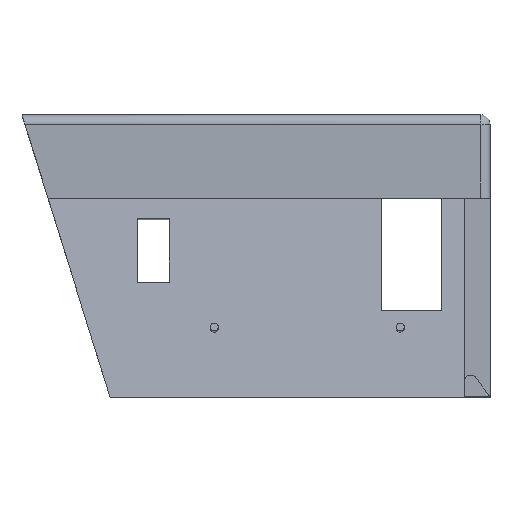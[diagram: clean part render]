
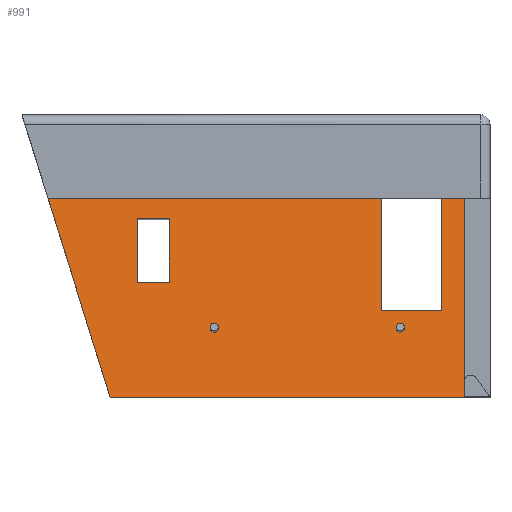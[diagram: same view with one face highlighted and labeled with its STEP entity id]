
A CAD part, top view. The second image highlights one B-rep face of the part: STEP entity #991.
In plain terms, the highlighted planar face has unit normal (0, 0.13, 0.992).
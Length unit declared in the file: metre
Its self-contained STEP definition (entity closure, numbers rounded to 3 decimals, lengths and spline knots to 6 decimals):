
#41=CIRCLE('',#1043,0.00125);
#42=CIRCLE('',#1045,0.00125);
#43=CIRCLE('',#1047,0.00125);
#44=CIRCLE('',#1049,0.00125);
#261=ORIENTED_EDGE('',*,*,#372,.T.);
#262=ORIENTED_EDGE('',*,*,#369,.T.);
#263=ORIENTED_EDGE('',*,*,#366,.F.);
#264=ORIENTED_EDGE('',*,*,#362,.F.);
#265=ORIENTED_EDGE('',*,*,#361,.F.);
#266=ORIENTED_EDGE('',*,*,#360,.F.);
#267=ORIENTED_EDGE('',*,*,#359,.F.);
#268=ORIENTED_EDGE('',*,*,#358,.F.);
#269=ORIENTED_EDGE('',*,*,#438,.F.);
#270=ORIENTED_EDGE('',*,*,#446,.T.);
#271=ORIENTED_EDGE('',*,*,#427,.T.);
#272=ORIENTED_EDGE('',*,*,#411,.T.);
#273=ORIENTED_EDGE('',*,*,#439,.F.);
#274=ORIENTED_EDGE('',*,*,#374,.T.);
#275=ORIENTED_EDGE('',*,*,#443,.F.);
#276=ORIENTED_EDGE('',*,*,#382,.F.);
#277=ORIENTED_EDGE('',*,*,#356,.T.);
#278=ORIENTED_EDGE('',*,*,#353,.T.);
#279=ORIENTED_EDGE('',*,*,#350,.F.);
#280=ORIENTED_EDGE('',*,*,#346,.F.);
#346=EDGE_CURVE('',#473,#474,#557,.T.);
#350=EDGE_CURVE('',#474,#477,#561,.T.);
#353=EDGE_CURVE('',#479,#477,#564,.T.);
#356=EDGE_CURVE('',#473,#479,#567,.T.);
#358=EDGE_CURVE('',#481,#481,#41,.F.);
#359=EDGE_CURVE('',#482,#482,#42,.F.);
#360=EDGE_CURVE('',#483,#483,#43,.F.);
#361=EDGE_CURVE('',#484,#484,#44,.F.);
#362=EDGE_CURVE('',#485,#486,#569,.T.);
#366=EDGE_CURVE('',#486,#489,#573,.T.);
#369=EDGE_CURVE('',#491,#489,#576,.T.);
#372=EDGE_CURVE('',#485,#491,#579,.T.);
#374=EDGE_CURVE('',#493,#494,#581,.T.);
#382=EDGE_CURVE('',#499,#500,#589,.T.);
#411=EDGE_CURVE('',#519,#522,#606,.T.);
#427=EDGE_CURVE('',#532,#519,#617,.T.);
#438=EDGE_CURVE('',#538,#499,#627,.T.);
#439=EDGE_CURVE('',#493,#522,#628,.T.);
#443=EDGE_CURVE('',#500,#494,#632,.T.);
#446=EDGE_CURVE('',#538,#532,#635,.T.);
#473=VERTEX_POINT('',#1458);
#474=VERTEX_POINT('',#1459);
#477=VERTEX_POINT('',#1467);
#479=VERTEX_POINT('',#1473);
#481=VERTEX_POINT('',#1482);
#482=VERTEX_POINT('',#1485);
#483=VERTEX_POINT('',#1488);
#484=VERTEX_POINT('',#1491);
#485=VERTEX_POINT('',#1494);
#486=VERTEX_POINT('',#1495);
#489=VERTEX_POINT('',#1503);
#491=VERTEX_POINT('',#1509);
#493=VERTEX_POINT('',#1518);
#494=VERTEX_POINT('',#1519);
#499=VERTEX_POINT('',#1533);
#500=VERTEX_POINT('',#1535);
#519=VERTEX_POINT('',#1587);
#522=VERTEX_POINT('',#1594);
#532=VERTEX_POINT('',#1624);
#538=VERTEX_POINT('',#1647);
#557=LINE('',#1457,#643);
#561=LINE('',#1466,#647);
#564=LINE('',#1472,#650);
#567=LINE('',#1478,#653);
#569=LINE('',#1493,#655);
#573=LINE('',#1502,#659);
#576=LINE('',#1508,#662);
#579=LINE('',#1514,#665);
#581=LINE('',#1517,#667);
#589=LINE('',#1534,#675);
#606=LINE('',#1595,#692);
#617=LINE('',#1626,#703);
#627=LINE('',#1648,#713);
#628=LINE('',#1649,#714);
#632=LINE('',#1656,#718);
#635=LINE('',#1661,#721);
#643=VECTOR('',#1168,1.);
#647=VECTOR('',#1174,1.);
#650=VECTOR('',#1179,1.);
#653=VECTOR('',#1184,1.);
#655=VECTOR('',#1204,1.);
#659=VECTOR('',#1210,1.);
#662=VECTOR('',#1215,1.);
#665=VECTOR('',#1220,1.);
#667=VECTOR('',#1224,1.);
#675=VECTOR('',#1236,1.);
#692=VECTOR('',#1295,1.);
#703=VECTOR('',#1326,1.);
#713=VECTOR('',#1348,1.);
#714=VECTOR('',#1349,1.);
#718=VECTOR('',#1355,1.);
#721=VECTOR('',#1362,1.);
#779=EDGE_LOOP('',(#261,#262,#263,#264));
#780=EDGE_LOOP('',(#265));
#781=EDGE_LOOP('',(#266));
#782=EDGE_LOOP('',(#267));
#783=EDGE_LOOP('',(#268));
#784=EDGE_LOOP('',(#269,#270,#271,#272,#273,#274,#275,#276));
#785=EDGE_LOOP('',(#277,#278,#279,#280));
#871=FACE_BOUND('',#779,.T.);
#872=FACE_BOUND('',#780,.T.);
#873=FACE_BOUND('',#781,.T.);
#874=FACE_BOUND('',#782,.T.);
#875=FACE_BOUND('',#783,.T.);
#876=FACE_BOUND('',#784,.T.);
#877=FACE_BOUND('',#785,.T.);
#937=PLANE('',#1096);
#991=ADVANCED_FACE('',(#871,#872,#873,#874,#875,#876,#877),#937,.F.);
#1043=AXIS2_PLACEMENT_3D('',#1481,#1188,#1189);
#1045=AXIS2_PLACEMENT_3D('',#1484,#1192,#1193);
#1047=AXIS2_PLACEMENT_3D('',#1487,#1196,#1197);
#1049=AXIS2_PLACEMENT_3D('',#1490,#1200,#1201);
#1096=AXIS2_PLACEMENT_3D('',#1660,#1360,#1361);
#1168=DIRECTION('',(-1.,0.,0.));
#1174=DIRECTION('',(0.,-0.992,0.13));
#1179=DIRECTION('',(-1.,0.,0.));
#1184=DIRECTION('',(0.,-0.992,0.13));
#1188=DIRECTION('',(0.,-0.13,-0.992));
#1189=DIRECTION('',(0.,0.992,-0.13));
#1192=DIRECTION('',(0.,-0.13,-0.992));
#1193=DIRECTION('',(0.,0.992,-0.13));
#1196=DIRECTION('',(0.,-0.13,-0.992));
#1197=DIRECTION('',(0.,0.992,-0.13));
#1200=DIRECTION('',(0.,-0.13,-0.992));
#1201=DIRECTION('',(0.,0.992,-0.13));
#1204=DIRECTION('',(-1.,0.,0.));
#1210=DIRECTION('',(0.,-0.992,0.13));
#1215=DIRECTION('',(-1.,0.,0.));
#1220=DIRECTION('',(0.,-0.992,0.13));
#1224=DIRECTION('',(0.,0.992,-0.13));
#1236=DIRECTION('',(0.,0.992,-0.13));
#1295=DIRECTION('',(0.,0.992,-0.13));
#1326=DIRECTION('',(1.,0.,0.));
#1348=DIRECTION('',(1.,0.,0.));
#1349=DIRECTION('',(1.,0.,0.));
#1355=DIRECTION('',(1.,0.,0.));
#1360=DIRECTION('',(0.,-0.13,-0.992));
#1361=DIRECTION('',(1.,0.,0.));
#1362=DIRECTION('',(0.296,-0.947,0.124));
#1457=CARTESIAN_POINT('',(0.174,0.167631,-0.04444));
#1458=CARTESIAN_POINT('',(0.19,0.167631,-0.04444));
#1459=CARTESIAN_POINT('',(0.171,0.167631,-0.04444));
#1466=CARTESIAN_POINT('',(0.171,0.158212,-0.043206));
#1467=CARTESIAN_POINT('',(0.171,0.129953,-0.039506));
#1472=CARTESIAN_POINT('',(0.18,0.129953,-0.039506));
#1473=CARTESIAN_POINT('',(0.19,0.129953,-0.039506));
#1478=CARTESIAN_POINT('',(0.19,0.148792,-0.041973));
#1481=CARTESIAN_POINT('',(0.119,0.173085,-0.045154));
#1482=CARTESIAN_POINT('',(0.119,0.174324,-0.045316));
#1484=CARTESIAN_POINT('',(0.177,0.173085,-0.045154));
#1485=CARTESIAN_POINT('',(0.177,0.174324,-0.045316));
#1487=CARTESIAN_POINT('',(0.177,0.124499,-0.038792));
#1488=CARTESIAN_POINT('',(0.177,0.125739,-0.038954));
#1490=CARTESIAN_POINT('',(0.119,0.124499,-0.038792));
#1491=CARTESIAN_POINT('',(0.119,0.125739,-0.038954));
#1493=CARTESIAN_POINT('',(0.1,0.158707,-0.043271));
#1494=CARTESIAN_POINT('',(0.105,0.158707,-0.043271));
#1495=CARTESIAN_POINT('',(0.095,0.158707,-0.043271));
#1502=CARTESIAN_POINT('',(0.095,0.148792,-0.041973));
#1503=CARTESIAN_POINT('',(0.095,0.138877,-0.040674));
#1508=CARTESIAN_POINT('',(0.1,0.138877,-0.040674));
#1509=CARTESIAN_POINT('',(0.105,0.138877,-0.040674));
#1514=CARTESIAN_POINT('',(0.105,0.143834,-0.041324));
#1517=CARTESIAN_POINT('',(0.177,0.187,-0.046976));
#1518=CARTESIAN_POINT('',(0.177,0.183,-0.046452));
#1519=CARTESIAN_POINT('',(0.177,0.191,-0.0475));
#1533=CARTESIAN_POINT('',(0.119,0.183,-0.046452));
#1534=CARTESIAN_POINT('',(0.119,0.187,-0.046976));
#1535=CARTESIAN_POINT('',(0.119,0.191,-0.0475));
#1587=CARTESIAN_POINT('',(0.197,0.103,-0.035976));
#1594=CARTESIAN_POINT('',(0.197,0.183,-0.046452));
#1595=CARTESIAN_POINT('',(0.197,0.109756,-0.036861));
#1624=CARTESIAN_POINT('',(0.0865,0.103,-0.035976));
#1626=CARTESIAN_POINT('',(-0.0005,0.103,-0.035976));
#1647=CARTESIAN_POINT('',(0.0615,0.183,-0.046452));
#1648=CARTESIAN_POINT('',(-0.0005,0.183,-0.046452));
#1649=CARTESIAN_POINT('',(-0.0005,0.183,-0.046452));
#1656=CARTESIAN_POINT('',(-0.202,0.191,-0.0475));
#1660=CARTESIAN_POINT('',(0.065333,0.107,-0.0365));
#1661=CARTESIAN_POINT('',(0.083505,0.112583,-0.037231));
